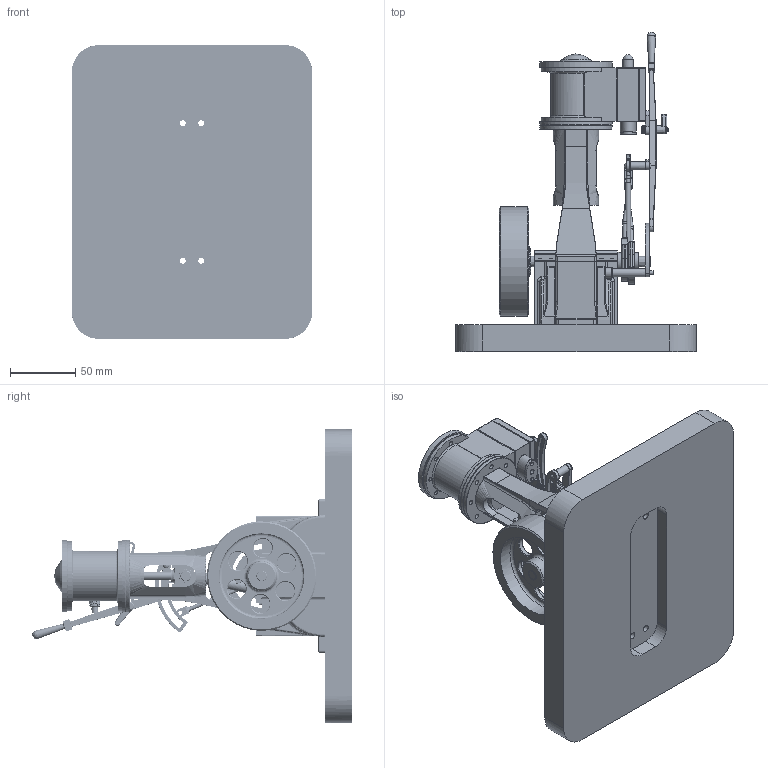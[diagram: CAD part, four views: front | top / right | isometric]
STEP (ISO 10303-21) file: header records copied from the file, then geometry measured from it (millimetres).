
FILE_DESCRIPTION(('FreeCAD Model'),'2;1');
FILE_NAME('Open CASCADE Shape Model','2025-05-08T08:34:03',('FreeCAD'),( 'FreeCAD'),'Open CASCADE STEP processor 7.6','FreeCAD','Unknown');
FILE_SCHEMA(('AUTOMOTIVE_DESIGN { 1 0 10303 214 1 1 1 1 }'));
Products named in the file (1): Open CASCADE STEP translator 7.6 1
Bounding box: 184.52 x 245.39 x 225.53 mm (x, y, z)
Volume: 1224130.2 mm3; surface area: 287829.7 mm2
Topology: 54 solids, 54 shells, 4890 faces, 10588 edges, 5863 vertices
Faces by surface type: bspline 4890
Entity records: 176202 total; most frequent: CARTESIAN_POINT 111483, ORIENTED_EDGE 21102, EDGE_CURVE 10551, B_SPLINE_CURVE_WITH_KNOTS 8388, VERTEX_POINT 5863, FACE_BOUND 5354, EDGE_LOOP 5354, ADVANCED_FACE 4890
